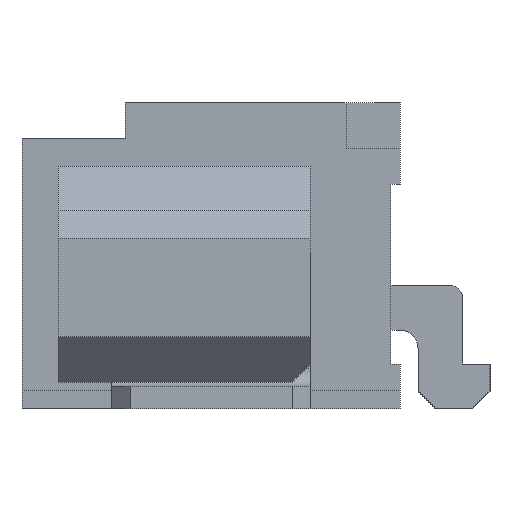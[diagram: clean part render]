
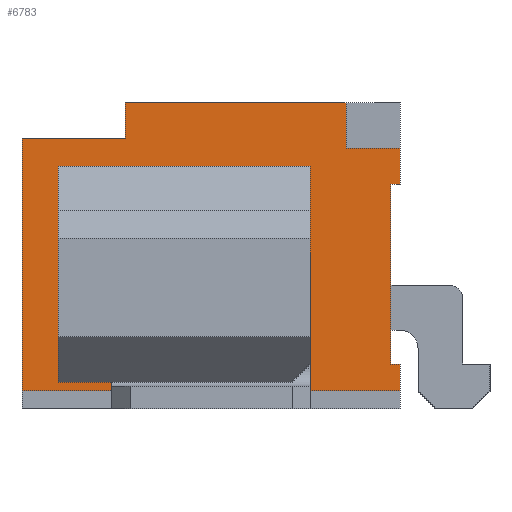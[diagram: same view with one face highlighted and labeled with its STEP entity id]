
A CAD part, left-side view. The second image highlights one B-rep face of the part: STEP entity #6783.
In plain terms, the highlighted planar face has unit normal (-1, 0, 0).
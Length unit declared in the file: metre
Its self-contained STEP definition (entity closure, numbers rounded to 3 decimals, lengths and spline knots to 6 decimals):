
#560=PLANE('',#8331);
#2301=ORIENTED_EDGE('',*,*,#3266,.F.);
#2302=ORIENTED_EDGE('',*,*,#3147,.T.);
#2303=ORIENTED_EDGE('',*,*,#3142,.T.);
#2304=ORIENTED_EDGE('',*,*,#3272,.F.);
#2305=ORIENTED_EDGE('',*,*,#3101,.F.);
#2306=ORIENTED_EDGE('',*,*,#3092,.F.);
#2307=ORIENTED_EDGE('',*,*,#3012,.T.);
#2308=ORIENTED_EDGE('',*,*,#2997,.F.);
#2309=ORIENTED_EDGE('',*,*,#2986,.F.);
#2310=ORIENTED_EDGE('',*,*,#2931,.T.);
#2311=ORIENTED_EDGE('',*,*,#3273,.T.);
#2312=ORIENTED_EDGE('',*,*,#3274,.T.);
#2313=ORIENTED_EDGE('',*,*,#2713,.T.);
#2314=ORIENTED_EDGE('',*,*,#2710,.F.);
#2315=ORIENTED_EDGE('',*,*,#3275,.T.);
#2316=ORIENTED_EDGE('',*,*,#3106,.T.);
#2710=EDGE_CURVE('',#3498,#3496,#4150,.T.);
#2713=EDGE_CURVE('',#3500,#3496,#4153,.T.);
#2931=EDGE_CURVE('',#3649,#3648,#4371,.T.);
#2986=EDGE_CURVE('',#3649,#3681,#4426,.T.);
#2997=EDGE_CURVE('',#3681,#3687,#4437,.T.);
#3012=EDGE_CURVE('',#3694,#3687,#4452,.T.);
#3092=EDGE_CURVE('',#3694,#3753,#4532,.T.);
#3101=EDGE_CURVE('',#3753,#3754,#4541,.T.);
#3106=EDGE_CURVE('',#3756,#3754,#4546,.T.);
#3142=EDGE_CURVE('',#3782,#3783,#4582,.T.);
#3147=EDGE_CURVE('',#3786,#3782,#4587,.T.);
#3266=EDGE_CURVE('',#3786,#3859,#4695,.T.);
#3272=EDGE_CURVE('',#3859,#3783,#4701,.T.);
#3273=EDGE_CURVE('',#3648,#3861,#4702,.T.);
#3274=EDGE_CURVE('',#3861,#3500,#4703,.T.);
#3275=EDGE_CURVE('',#3498,#3756,#4704,.T.);
#3496=VERTEX_POINT('',#10682);
#3498=VERTEX_POINT('',#10686);
#3500=VERTEX_POINT('',#10691);
#3648=VERTEX_POINT('',#11138);
#3649=VERTEX_POINT('',#11140);
#3681=VERTEX_POINT('',#11245);
#3687=VERTEX_POINT('',#11266);
#3694=VERTEX_POINT('',#11297);
#3753=VERTEX_POINT('',#11464);
#3754=VERTEX_POINT('',#11475);
#3756=VERTEX_POINT('',#11483);
#3782=VERTEX_POINT('',#11553);
#3783=VERTEX_POINT('',#11555);
#3786=VERTEX_POINT('',#11564);
#3859=VERTEX_POINT('',#11800);
#3861=VERTEX_POINT('',#11814);
#4150=LINE('',#10687,#5031);
#4153=LINE('',#10693,#5034);
#4371=LINE('',#11139,#5252);
#4426=LINE('',#11244,#5307);
#4437=LINE('',#11265,#5318);
#4452=LINE('',#11296,#5333);
#4532=LINE('',#11463,#5413);
#4541=LINE('',#11474,#5422);
#4546=LINE('',#11484,#5427);
#4582=LINE('',#11556,#5463);
#4587=LINE('',#11566,#5468);
#4695=LINE('',#11799,#5576);
#4701=LINE('',#11811,#5582);
#4702=LINE('',#11813,#5583);
#4703=LINE('',#11815,#5584);
#4704=LINE('',#11816,#5585);
#5031=VECTOR('',#8942,1.);
#5034=VECTOR('',#8947,1.);
#5252=VECTOR('',#9325,1.);
#5307=VECTOR('',#9416,1.);
#5318=VECTOR('',#9435,1.);
#5333=VECTOR('',#9468,1.);
#5413=VECTOR('',#9604,1.);
#5422=VECTOR('',#9615,1.);
#5427=VECTOR('',#9624,1.);
#5463=VECTOR('',#9678,1.);
#5468=VECTOR('',#9687,1.);
#5576=VECTOR('',#9901,1.);
#5582=VECTOR('',#9915,1.);
#5583=VECTOR('',#9918,1.);
#5584=VECTOR('',#9919,1.);
#5585=VECTOR('',#9920,1.);
#5949=EDGE_LOOP('',(#2301,#2302,#2303,#2304));
#5950=EDGE_LOOP('',(#2305,#2306,#2307,#2308,#2309,#2310,#2311,#2312,#2313,
#2314,#2315,#2316));
#6284=FACE_BOUND('',#5949,.T.);
#6285=FACE_BOUND('',#5950,.T.);
#6783=ADVANCED_FACE('',(#6284,#6285),#560,.T.);
#8331=AXIS2_PLACEMENT_3D('',#11812,#9916,#9917);
#8942=DIRECTION('',(0.,1.,0.));
#8947=DIRECTION('',(0.,0.,1.));
#9325=DIRECTION('',(0.,-1.,0.));
#9416=DIRECTION('',(0.,0.,1.));
#9435=DIRECTION('',(0.,-1.,0.));
#9468=DIRECTION('',(0.,0.,-1.));
#9604=DIRECTION('',(0.,-1.,0.));
#9615=DIRECTION('',(0.,0.,-1.));
#9624=DIRECTION('',(0.,1.,0.));
#9678=DIRECTION('',(0.,-1.,0.));
#9687=DIRECTION('',(0.,0.,1.));
#9901=DIRECTION('',(0.,-1.,0.));
#9915=DIRECTION('',(0.,0.,1.));
#9916=DIRECTION('',(-1.,0.,0.));
#9917=DIRECTION('',(0.,-1.,0.));
#9918=DIRECTION('',(0.,0.,1.));
#9919=DIRECTION('',(0.,1.,0.));
#9920=DIRECTION('',(0.,0.,1.));
#10682=CARTESIAN_POINT('',(-0.004625,-0.003125,0.0007));
#10686=CARTESIAN_POINT('',(-0.004625,-0.003225,0.0007));
#10687=CARTESIAN_POINT('',(-0.004625,-0.003225,0.0007));
#10691=CARTESIAN_POINT('',(-0.004625,-0.003125,-0.0013));
#10693=CARTESIAN_POINT('',(-0.004625,-0.003125,-0.0013));
#11138=CARTESIAN_POINT('',(-0.004625,-0.003225,-0.0016));
#11139=CARTESIAN_POINT('',(-0.004625,0.000975,-0.0016));
#11140=CARTESIAN_POINT('',(-0.004625,0.000975,-0.0016));
#11244=CARTESIAN_POINT('',(-0.004625,0.000975,-0.0016));
#11245=CARTESIAN_POINT('',(-0.004625,0.000975,0.0012));
#11265=CARTESIAN_POINT('',(-0.004625,0.000975,0.0012));
#11266=CARTESIAN_POINT('',(-0.004625,-0.000175,0.0012));
#11296=CARTESIAN_POINT('',(-0.004625,-0.000175,0.0016));
#11297=CARTESIAN_POINT('',(-0.004625,-0.000175,0.0016));
#11463=CARTESIAN_POINT('',(-0.004625,-0.000175,0.0016));
#11464=CARTESIAN_POINT('',(-0.004625,-0.002625,0.0016));
#11474=CARTESIAN_POINT('',(-0.004625,-0.002625,0.0016));
#11475=CARTESIAN_POINT('',(-0.004625,-0.002625,0.0011));
#11483=CARTESIAN_POINT('',(-0.004625,-0.003225,0.0011));
#11484=CARTESIAN_POINT('',(-0.004625,-0.003225,0.0011));
#11553=CARTESIAN_POINT('',(-0.004625,0.000575,0.0009));
#11555=CARTESIAN_POINT('',(-0.004625,-0.002225,0.0009));
#11556=CARTESIAN_POINT('',(-0.004625,0.000575,0.0009));
#11564=CARTESIAN_POINT('',(-0.004625,0.000575,-0.0015));
#11566=CARTESIAN_POINT('',(-0.004625,0.000575,-0.0015));
#11799=CARTESIAN_POINT('',(-0.004625,0.000575,-0.0015));
#11800=CARTESIAN_POINT('',(-0.004625,-0.002225,-0.0015));
#11811=CARTESIAN_POINT('',(-0.004625,-0.002225,-0.0018));
#11812=CARTESIAN_POINT('',(-0.004625,0.000975,-0.0018));
#11813=CARTESIAN_POINT('',(-0.004625,-0.003225,-0.0016));
#11814=CARTESIAN_POINT('',(-0.004625,-0.003225,-0.0013));
#11815=CARTESIAN_POINT('',(-0.004625,-0.003225,-0.0013));
#11816=CARTESIAN_POINT('',(-0.004625,-0.003225,0.0007));
